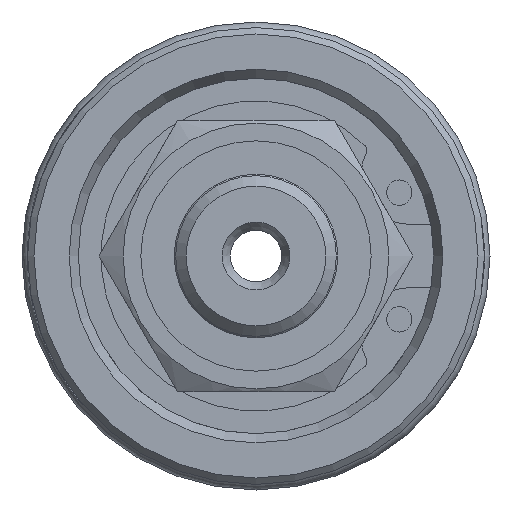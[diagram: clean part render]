
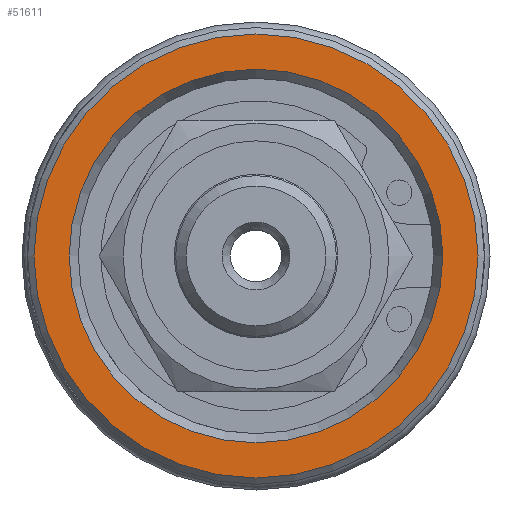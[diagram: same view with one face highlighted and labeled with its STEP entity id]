
A CAD part, left-side view. The second image highlights one B-rep face of the part: STEP entity #51611.
In plain terms, the highlighted planar face has unit normal (-1, 0, 0).
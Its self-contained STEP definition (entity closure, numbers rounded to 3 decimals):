
#51577=CARTESIAN_POINT('',(0.0,13.785,0.));
#51578=VERTEX_POINT('',#51577);
#51579=CARTESIAN_POINT('',(0.0,0.0,0.0));
#51580=DIRECTION('',(1.0,0.0,0.0));
#51581=DIRECTION('',(0.0,-1.0,0.0));
#51582=AXIS2_PLACEMENT_3D('',#51579,#51580,#51581);
#51583=CIRCLE('',#51582,13.785);
#51584=EDGE_CURVE('',#51578,#51578,#51583,.T.);
#51592=CARTESIAN_POINT('',(0.0,7.092,0.0));
#51593=DIRECTION('',(-1.0,0.0,0.0));
#51594=DIRECTION('',(0.0,0.0,1.0));
#51595=AXIS2_PLACEMENT_3D('',#51592,#51593,#51594);
#51596=PLANE('',#51595);
#51597=ORIENTED_EDGE('',*,*,#51584,.F.);
#51598=EDGE_LOOP('',(#51597));
#51599=FACE_OUTER_BOUND('',#51598,.T.);
#51600=CARTESIAN_POINT('',(0.0,11.6,0.0));
#51601=VERTEX_POINT('',#51600);
#51602=CARTESIAN_POINT('',(0.0,0.0,0.0));
#51603=DIRECTION('',(1.0,0.0,0.0));
#51604=DIRECTION('',(0.0,1.0,0.0));
#51605=AXIS2_PLACEMENT_3D('',#51602,#51603,#51604);
#51606=CIRCLE('',#51605,11.6);
#51607=EDGE_CURVE('',#51601,#51601,#51606,.T.);
#51608=ORIENTED_EDGE('',*,*,#51607,.T.);
#51609=EDGE_LOOP('',(#51608));
#51610=FACE_BOUND('',#51609,.T.);
#51611=ADVANCED_FACE('',(#51599,#51610),#51596,.T.);
